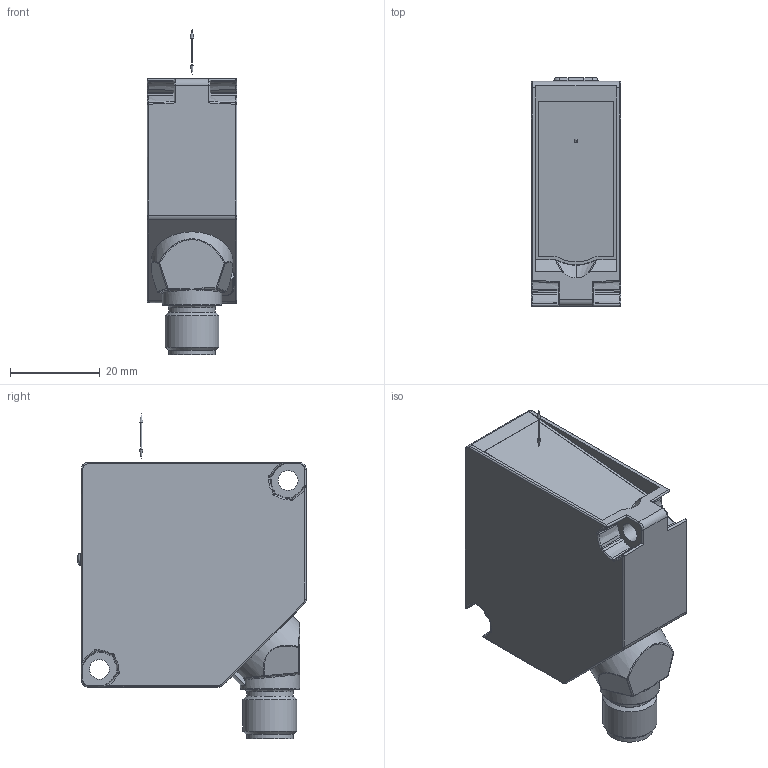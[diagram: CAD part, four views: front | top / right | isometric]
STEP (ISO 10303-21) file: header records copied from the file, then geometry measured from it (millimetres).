
FILE_DESCRIPTION (( 'STEP AP214' ), '1' );
FILE_NAME ('OPT2138.STEP', '2021-02-11T12:53:42', ( '' ), ( '' ), 'SwSTEP 2.0', 'SolidWorks 2019', '' );
FILE_SCHEMA (( 'AUTOMOTIVE_DESIGN' ));
Length unit declared in the file: inch
Products named in the file (1): OPT2138
Bounding box: 20 x 50.8 x 72.47 mm (x, y, z)
Volume: 46145.2 mm3; surface area: 10655.5 mm2
Topology: 3 solids, 3 shells, 347 faces, 862 edges, 523 vertices
Faces by surface type: cylinder 120, plane 112, bspline 87, cone 22, torus 6
Full cylindrical faces by diameter (mm): 0.2 x1, 1 x4, 4.4 x2, 10.4 x2, 12 x1, 13.2 x1
Entity records: 12998 total; most frequent: CARTESIAN_POINT 5739, ORIENTED_EDGE 1644, DIRECTION 1252, EDGE_CURVE 822, VERTEX_POINT 517, AXIS2_PLACEMENT_3D 456, EDGE_LOOP 387, FACE_OUTER_BOUND 364
